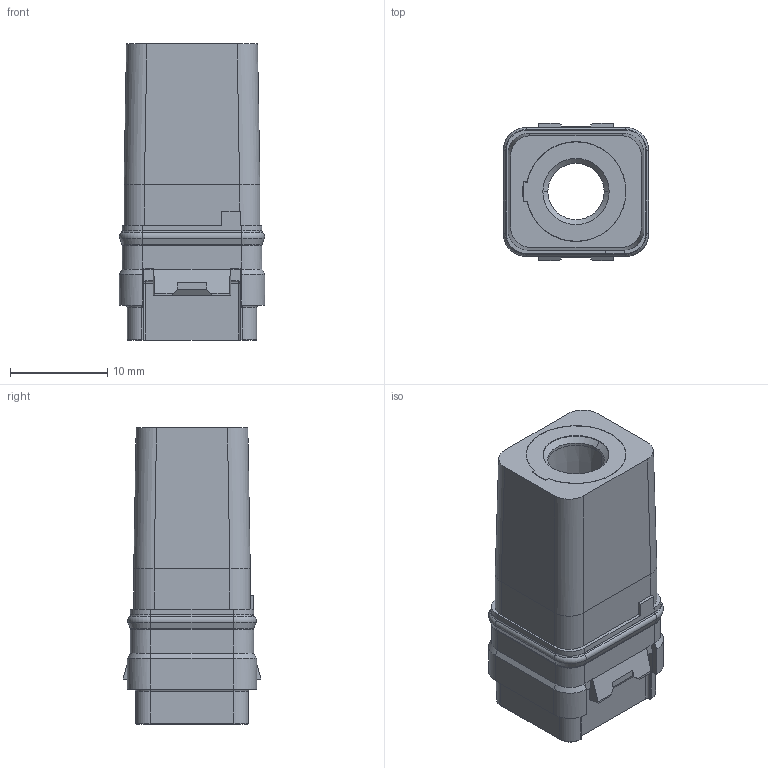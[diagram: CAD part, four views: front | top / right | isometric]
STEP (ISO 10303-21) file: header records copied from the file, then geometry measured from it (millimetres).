
FILE_DESCRIPTION((''),'2;1');
FILE_NAME('SIM3E0108SN','2020-08-21T',('presta_be4'),(''),'CREO PARAMETRIC BY PTC INC, 2018360','CREO PARAMETRIC BY PTC INC, 2018360','');
FILE_SCHEMA(('CONFIG_CONTROL_DESIGN'));
Length unit declared in the file: millimetre
Products named in the file (1): SIM3E0108SN
Bounding box: 15 x 14.15 x 30.51 mm (x, y, z)
Volume: 3425.8 mm3; surface area: 3789.9 mm2
Topology: 1 solids, 1 shells, 385 faces, 991 edges, 616 vertices
Faces by surface type: plane 191, cylinder 94, torus 54, cone 37, bspline 5, sphere 4
Entity records: 12165 total; most frequent: CARTESIAN_POINT 2781, ORIENTED_EDGE 1982, DIRECTION 1953, EDGE_CURVE 991, AXIS2_PLACEMENT_3D 708, VERTEX_POINT 616, VECTOR 537, LINE 537
